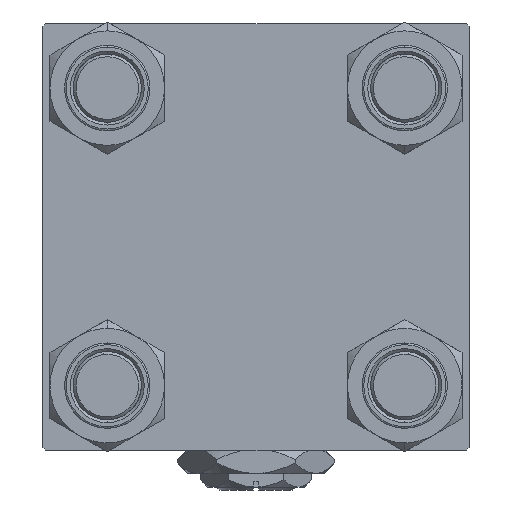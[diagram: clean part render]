
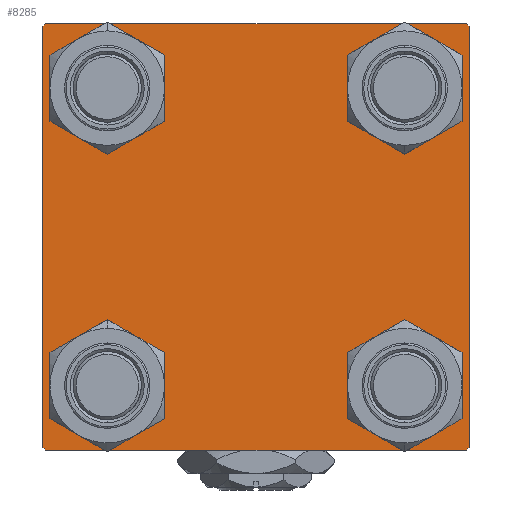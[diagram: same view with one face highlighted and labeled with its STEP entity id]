
A CAD part, left-side view. The second image highlights one B-rep face of the part: STEP entity #8285.
In plain terms, the highlighted planar face has unit normal (-1, 0, 0).
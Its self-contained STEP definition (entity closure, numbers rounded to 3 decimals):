
#237 = CIRCLE ( 'NONE', #27365, 6.5 ) ;
#371 = ORIENTED_EDGE ( 'NONE', *, *, #34577, .T. ) ;
#958 = DIRECTION ( 'NONE',  ( 0., 0.707, 0.707 ) ) ;
#1019 = VERTEX_POINT ( 'NONE', #13557 ) ;
#1117 = VERTEX_POINT ( 'NONE', #51318 ) ;
#2157 = EDGE_CURVE ( 'NONE', #50102, #27537, #44676, .T. ) ;
#2729 = EDGE_LOOP ( 'NONE', ( #43981, #10732, #371, #5222, #25761, #5179, #27349, #47500 ) ) ;
#2741 = EDGE_LOOP ( 'NONE', ( #32599, #24676 ) ) ;
#2900 = DIRECTION ( 'NONE',  ( 1., 0., 0. ) ) ;
#3078 = LINE ( 'NONE', #31063, #25108 ) ;
#3087 = ORIENTED_EDGE ( 'NONE', *, *, #36923, .T. ) ;
#4208 = VERTEX_POINT ( 'NONE', #5330 ) ;
#5003 = CARTESIAN_POINT ( 'NONE',  ( 0., 37.5, -37. ) ) ;
#5007 = EDGE_CURVE ( 'NONE', #48841, #32480, #52046, .T. ) ;
#5179 = ORIENTED_EDGE ( 'NONE', *, *, #17276, .T. ) ;
#5222 = ORIENTED_EDGE ( 'NONE', *, *, #8914, .T. ) ;
#5330 = CARTESIAN_POINT ( 'NONE',  ( 0., -26.15, -32.65 ) ) ;
#7421 = CARTESIAN_POINT ( 'NONE',  ( 0., 37.5, 37.5 ) ) ;
#7663 = DIRECTION ( 'NONE',  ( 0., 0., 1. ) ) ;
#7875 = VERTEX_POINT ( 'NONE', #42884 ) ;
#7917 = FACE_BOUND ( 'NONE', #34942, .T. ) ;
#8285 = ADVANCED_FACE ( 'NONE', ( #36165, #7917, #47558, #39358, #31442 ), #11878, .T. ) ;
#8467 = CARTESIAN_POINT ( 'NONE',  ( 0., 26.15, 26.15 ) ) ;
#8480 = VECTOR ( 'NONE', #23534, 1000. ) ;
#8914 = EDGE_CURVE ( 'NONE', #1117, #33390, #13732, .T. ) ;
#8964 = VERTEX_POINT ( 'NONE', #31135 ) ;
#9056 = ORIENTED_EDGE ( 'NONE', *, *, #38401, .T. ) ;
#9188 = AXIS2_PLACEMENT_3D ( 'NONE', #29068, #28532, #48623 ) ;
#9322 = AXIS2_PLACEMENT_3D ( 'NONE', #19905, #19388, #22837 ) ;
#9980 = CARTESIAN_POINT ( 'NONE',  ( 0., 37.25, 37.25 ) ) ;
#10114 = AXIS2_PLACEMENT_3D ( 'NONE', #50557, #43591, #7663 ) ;
#10732 = ORIENTED_EDGE ( 'NONE', *, *, #28798, .T. ) ;
#10898 = CIRCLE ( 'NONE', #9188, 6.5 ) ;
#11479 = EDGE_CURVE ( 'NONE', #1019, #30641, #24490, .T. ) ;
#11688 = DIRECTION ( 'NONE',  ( 1., 0., 0. ) ) ;
#11878 = PLANE ( 'NONE',  #27236 ) ;
#11997 = ORIENTED_EDGE ( 'NONE', *, *, #42814, .T. ) ;
#12725 = VERTEX_POINT ( 'NONE', #47446 ) ;
#12940 = VECTOR ( 'NONE', #44819, 1000. ) ;
#13557 = CARTESIAN_POINT ( 'NONE',  ( 0., 37.5, 37. ) ) ;
#13619 = AXIS2_PLACEMENT_3D ( 'NONE', #25601, #46463, #30090 ) ;
#13732 = LINE ( 'NONE', #29840, #15442 ) ;
#14565 = CARTESIAN_POINT ( 'NONE',  ( 0., 26.15, -19.65 ) ) ;
#14758 = EDGE_LOOP ( 'NONE', ( #45624, #50296 ) ) ;
#15164 = VERTEX_POINT ( 'NONE', #29404 ) ;
#15442 = VECTOR ( 'NONE', #45951, 1000. ) ;
#15843 = CARTESIAN_POINT ( 'NONE',  ( 0., 0., 0. ) ) ;
#16915 = DIRECTION ( 'NONE',  ( 0., 0., 1. ) ) ;
#17276 = EDGE_CURVE ( 'NONE', #15164, #32480, #44796, .T. ) ;
#17280 = VECTOR ( 'NONE', #958, 1000. ) ;
#18433 = LINE ( 'NONE', #9980, #42191 ) ;
#18555 = CARTESIAN_POINT ( 'NONE',  ( 0., -37.5, 37.5 ) ) ;
#19010 = DIRECTION ( 'NONE',  ( 0., 0., 1. ) ) ;
#19366 = CARTESIAN_POINT ( 'NONE',  ( 0., 26.15, -26.15 ) ) ;
#19388 = DIRECTION ( 'NONE',  ( 1., 0., 0. ) ) ;
#19506 = EDGE_CURVE ( 'NONE', #33565, #36927, #237, .T. ) ;
#19905 = CARTESIAN_POINT ( 'NONE',  ( 0., -26.15, 26.15 ) ) ;
#20593 = CIRCLE ( 'NONE', #34929, 6.5 ) ;
#20770 = DIRECTION ( 'NONE',  ( 0., -0.707, -0.707 ) ) ;
#20962 = CIRCLE ( 'NONE', #41200, 6.5 ) ;
#21505 = VECTOR ( 'NONE', #42594, 1000. ) ;
#22347 = ORIENTED_EDGE ( 'NONE', *, *, #22790, .T. ) ;
#22790 = EDGE_CURVE ( 'NONE', #50799, #4208, #20593, .T. ) ;
#22837 = DIRECTION ( 'NONE',  ( 0., 0., 1. ) ) ;
#22961 = CARTESIAN_POINT ( 'NONE',  ( 0., -26.15, -26.15 ) ) ;
#23534 = DIRECTION ( 'NONE',  ( 0., -1., 0. ) ) ;
#24490 = LINE ( 'NONE', #37155, #12940 ) ;
#24655 = EDGE_CURVE ( 'NONE', #15164, #33390, #46550, .T. ) ;
#24676 = ORIENTED_EDGE ( 'NONE', *, *, #2157, .T. ) ;
#25108 = VECTOR ( 'NONE', #34513, 1000. ) ;
#25601 = CARTESIAN_POINT ( 'NONE',  ( 0., -26.15, -26.15 ) ) ;
#25761 = ORIENTED_EDGE ( 'NONE', *, *, #24655, .F. ) ;
#27011 = CIRCLE ( 'NONE', #27829, 6.5 ) ;
#27236 = AXIS2_PLACEMENT_3D ( 'NONE', #15843, #27995, #44095 ) ;
#27349 = ORIENTED_EDGE ( 'NONE', *, *, #5007, .F. ) ;
#27365 = AXIS2_PLACEMENT_3D ( 'NONE', #19366, #11688, #28065 ) ;
#27537 = VERTEX_POINT ( 'NONE', #36317 ) ;
#27829 = AXIS2_PLACEMENT_3D ( 'NONE', #28018, #44118, #16915 ) ;
#27995 = DIRECTION ( 'NONE',  ( -1., 0., 0. ) ) ;
#28018 = CARTESIAN_POINT ( 'NONE',  ( 0., 26.15, -26.15 ) ) ;
#28031 = CARTESIAN_POINT ( 'NONE',  ( 0., 26.15, -32.65 ) ) ;
#28065 = DIRECTION ( 'NONE',  ( 0., 0., 1. ) ) ;
#28532 = DIRECTION ( 'NONE',  ( 1., 0., 0. ) ) ;
#28680 = CARTESIAN_POINT ( 'NONE',  ( 0., -37.25, 37.25 ) ) ;
#28798 = EDGE_CURVE ( 'NONE', #30641, #12725, #45064, .T. ) ;
#29068 = CARTESIAN_POINT ( 'NONE',  ( 0., 26.15, 26.15 ) ) ;
#29351 = CARTESIAN_POINT ( 'NONE',  ( 0., -37.5, -37. ) ) ;
#29404 = CARTESIAN_POINT ( 'NONE',  ( 0., -37.5, 37. ) ) ;
#29840 = CARTESIAN_POINT ( 'NONE',  ( 0., -37.25, -37.25 ) ) ;
#30090 = DIRECTION ( 'NONE',  ( 0., 0., 1. ) ) ;
#30641 = VERTEX_POINT ( 'NONE', #5003 ) ;
#31063 = CARTESIAN_POINT ( 'NONE',  ( 0., 37.5, -37.5 ) ) ;
#31135 = CARTESIAN_POINT ( 'NONE',  ( 0., 26.15, 32.65 ) ) ;
#31442 = FACE_OUTER_BOUND ( 'NONE', #2729, .T. ) ;
#31477 = DIRECTION ( 'NONE',  ( 1., 0., 0. ) ) ;
#32480 = VERTEX_POINT ( 'NONE', #34096 ) ;
#32599 = ORIENTED_EDGE ( 'NONE', *, *, #51239, .T. ) ;
#33390 = VERTEX_POINT ( 'NONE', #29351 ) ;
#33565 = VERTEX_POINT ( 'NONE', #14565 ) ;
#34096 = CARTESIAN_POINT ( 'NONE',  ( 0., -37., 37.5 ) ) ;
#34513 = DIRECTION ( 'NONE',  ( 0., -1., 0. ) ) ;
#34577 = EDGE_CURVE ( 'NONE', #12725, #1117, #3078, .T. ) ;
#34929 = AXIS2_PLACEMENT_3D ( 'NONE', #22961, #2900, #19010 ) ;
#34942 = EDGE_LOOP ( 'NONE', ( #22347, #11997 ) ) ;
#36165 = FACE_BOUND ( 'NONE', #2741, .T. ) ;
#36317 = CARTESIAN_POINT ( 'NONE',  ( 0., -26.15, 32.65 ) ) ;
#36923 = EDGE_CURVE ( 'NONE', #7875, #8964, #20962, .T. ) ;
#36927 = VERTEX_POINT ( 'NONE', #28031 ) ;
#37155 = CARTESIAN_POINT ( 'NONE',  ( 0., 37.5, 37.5 ) ) ;
#38401 = EDGE_CURVE ( 'NONE', #8964, #7875, #10898, .T. ) ;
#38496 = VECTOR ( 'NONE', #20770, 1000. ) ;
#38901 = CARTESIAN_POINT ( 'NONE',  ( 0., 37., 37.5 ) ) ;
#39358 = FACE_BOUND ( 'NONE', #46264, .T. ) ;
#39765 = EDGE_CURVE ( 'NONE', #48841, #1019, #18433, .T. ) ;
#40567 = CARTESIAN_POINT ( 'NONE',  ( 0., 37.25, -37.25 ) ) ;
#41200 = AXIS2_PLACEMENT_3D ( 'NONE', #8467, #31477, #48096 ) ;
#42191 = VECTOR ( 'NONE', #49884, 1000. ) ;
#42594 = DIRECTION ( 'NONE',  ( 0., 0., -1. ) ) ;
#42814 = EDGE_CURVE ( 'NONE', #4208, #50799, #48168, .T. ) ;
#42884 = CARTESIAN_POINT ( 'NONE',  ( 0., 26.15, 19.65 ) ) ;
#43591 = DIRECTION ( 'NONE',  ( 1., 0., 0. ) ) ;
#43981 = ORIENTED_EDGE ( 'NONE', *, *, #11479, .T. ) ;
#44095 = DIRECTION ( 'NONE',  ( 0., 0., 1. ) ) ;
#44118 = DIRECTION ( 'NONE',  ( 1., 0., 0. ) ) ;
#44676 = CIRCLE ( 'NONE', #10114, 6.5 ) ;
#44796 = LINE ( 'NONE', #28680, #17280 ) ;
#44819 = DIRECTION ( 'NONE',  ( 0., 0., -1. ) ) ;
#45064 = LINE ( 'NONE', #40567, #38496 ) ;
#45624 = ORIENTED_EDGE ( 'NONE', *, *, #19506, .T. ) ;
#45692 = CARTESIAN_POINT ( 'NONE',  ( 0., -26.15, -19.65 ) ) ;
#45951 = DIRECTION ( 'NONE',  ( 0., -0.707, 0.707 ) ) ;
#46205 = CARTESIAN_POINT ( 'NONE',  ( 0., -26.15, 19.65 ) ) ;
#46264 = EDGE_LOOP ( 'NONE', ( #9056, #3087 ) ) ;
#46463 = DIRECTION ( 'NONE',  ( 1., 0., 0. ) ) ;
#46550 = LINE ( 'NONE', #18555, #21505 ) ;
#47289 = CIRCLE ( 'NONE', #9322, 6.5 ) ;
#47446 = CARTESIAN_POINT ( 'NONE',  ( 0., 37., -37.5 ) ) ;
#47500 = ORIENTED_EDGE ( 'NONE', *, *, #39765, .T. ) ;
#47558 = FACE_BOUND ( 'NONE', #14758, .T. ) ;
#48096 = DIRECTION ( 'NONE',  ( 0., 0., 1. ) ) ;
#48168 = CIRCLE ( 'NONE', #13619, 6.5 ) ;
#48623 = DIRECTION ( 'NONE',  ( 0., 0., 1. ) ) ;
#48841 = VERTEX_POINT ( 'NONE', #38901 ) ;
#49884 = DIRECTION ( 'NONE',  ( 0., 0.707, -0.707 ) ) ;
#50102 = VERTEX_POINT ( 'NONE', #46205 ) ;
#50296 = ORIENTED_EDGE ( 'NONE', *, *, #50623, .T. ) ;
#50557 = CARTESIAN_POINT ( 'NONE',  ( 0., -26.15, 26.15 ) ) ;
#50623 = EDGE_CURVE ( 'NONE', #36927, #33565, #27011, .T. ) ;
#50799 = VERTEX_POINT ( 'NONE', #45692 ) ;
#51239 = EDGE_CURVE ( 'NONE', #27537, #50102, #47289, .T. ) ;
#51318 = CARTESIAN_POINT ( 'NONE',  ( 0., -37., -37.5 ) ) ;
#52046 = LINE ( 'NONE', #7421, #8480 ) ;
